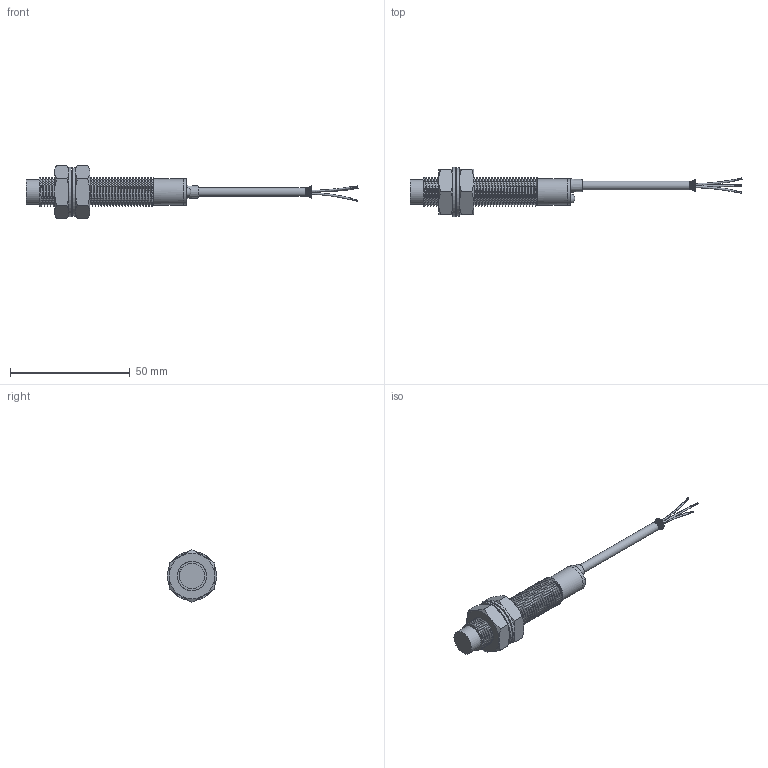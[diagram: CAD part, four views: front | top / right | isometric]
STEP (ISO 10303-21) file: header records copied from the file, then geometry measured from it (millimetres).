
FILE_DESCRIPTION(/* description */ ('STEP AP214'),/* implementation_level */ '2;1');
FILE_NAME(/* name */ 'IN100.stp',/* time_stamp */ '2026-04-23T09:13:48-04:00',/* author */ ('cthayer'),/* organization */ (''),/* preprocessor_version */ 'ST-DEVELOPER v20',/* originating_system */ 'Autodesk Inventor 2025',/* authorisation */ '');
FILE_SCHEMA (('AUTOMOTIVE_DESIGN { 1 0 10303 214 3 1 1 }'));
Products named in the file (5): CT_IN100; CT_IN100 Body; CT_IN100 Cable; CT_IN100 Nut; CT_IN100 Washer
Assembly tree (6 placements, depth 2):
  CT_IN100
    CT_IN100 Body
    CT_IN100 Cable
    CT_IN100 Nut  x2
    CT_IN100 Washer  x2
Bounding box: 138.57 x 20.5 x 21.94 mm (x, y, z)
Volume: 10121.6 mm3; surface area: 7896.3 mm2
Topology: 11 solids, 11 shells, 540 faces, 1719 edges, 1121 vertices
Faces by surface type: cylinder 199, plane 176, bspline 135, cone 29, sphere 1
Full cylindrical faces by diameter (mm): 0.203 x21, 0.768 x3, 1.998 x1, 2.633 x1, 2.769 x1, 2.921 x1, 3.7 x1, 3.81 x1, 10.414 x1, 10.701 x8, 10.839 x37, 10.922 x2, 12 x10, 12.192 x38, 20.5 x2
Entity records: 43203 total; most frequent: CARTESIAN_POINT 31650, ORIENTED_EDGE 2808, DIRECTION 1824, EDGE_CURVE 1404, VERTEX_POINT 923, AXIS2_PLACEMENT_3D 815, B_SPLINE_CURVE_WITH_KNOTS 619, CIRCLE 477
